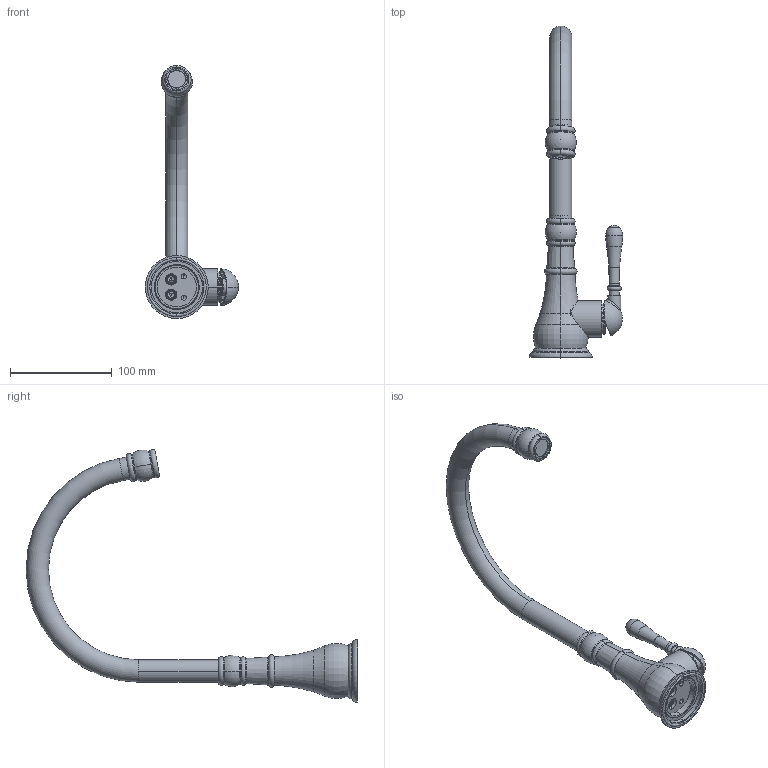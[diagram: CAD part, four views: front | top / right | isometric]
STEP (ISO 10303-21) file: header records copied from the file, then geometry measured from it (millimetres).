
FILE_DESCRIPTION (( 'STEP AP203' ), '1' );
FILE_NAME ('MV1030LCH.STEP', '2020-02-26T07:40:32', ( 'Windows 蚚誧' ), ( '' ), 'SwSTEP 2.0', 'SolidWorks 2019', '' );
FILE_SCHEMA (( 'CONFIG_CONTROL_DESIGN' ));
Length unit declared in the file: millimetre
Products named in the file (24): MV堤阨諳; MV三通25阀体;   M70SB12C   MV三通手柄座; MV堤阨諳ㄗ郪ㄘ; 170三通面盆装饰盖 - 副本; M16x1 22奪爾諉芛; MV22堤阨奪蟀諉璃ㄗ郪ㄘ;    M70SB21C    MV珨趼忒梟裝; MV三通手柄; MV22堤阨奪蟀諉璃; 三通主体组25; 22報滇埴俔爾諉奪; 17x2 O型圈; MV三通25阀套; M5x5 囀鞠褒す傷蹟佪; 22報滇埴俔ㄗ爾諉ㄘ; MV1030LCH; MV1014ACH; 58x2.5 O型圈 - UA70MV三通底帽; M16X1 22奪爾諉簽; 臟賙M21.5X1堤阨厙; 囀鞠褒す傷蹟佪 M5x25 (G12010G00); 報滇埴俔郪; MV三通面盆底帽
Assembly tree (23 placements, depth 5):
  MV1030LCH
    三通主体组25
      MV三通25阀体
      MV三通25阀套
      170三通面盆装饰盖 - 副本
      MV三通面盆底帽
      M5x5 囀鞠褒す傷蹟佪
      58x2.5 O型圈 - UA70MV三通底帽
      MV三通手柄
          M70SB12C   MV三通手柄座
           M70SB21C    MV珨趼忒梟裝
        囀鞠褒す傷蹟佪 M5x25 (G12010G00)
    MV1014ACH
      MV堤阨諳ㄗ郪ㄘ
        MV堤阨諳
        臟賙M21.5X1堤阨厙
      報滇埴俔郪
        MV22堤阨奪蟀諉璃ㄗ郪ㄘ
          MV22堤阨奪蟀諉璃
        22報滇埴俔ㄗ爾諉ㄘ
          22報滇埴俔爾諉奪
          M16X1 22奪爾諉簽
          M16x1 22奪爾諉芛
        17x2 O型圈
Bounding box: 92 x 326.6 x 249.11 mm (x, y, z)
Volume: 162792.1 mm3; surface area: 127274.5 mm2
Topology: 17 solids, 18 shells, 947 faces, 2482 edges, 1592 vertices
Faces by surface type: cylinder 501, plane 158, cone 100, torus 97, bspline 79, sphere 12
Entity records: 86935 total; most frequent: CARTESIAN_POINT 63560, ORIENTED_EDGE 4892, DIRECTION 3946, EDGE_CURVE 2446, AXIS2_PLACEMENT_3D 1603, VERTEX_POINT 1586, EDGE_LOOP 1032, FACE_OUTER_BOUND 947
